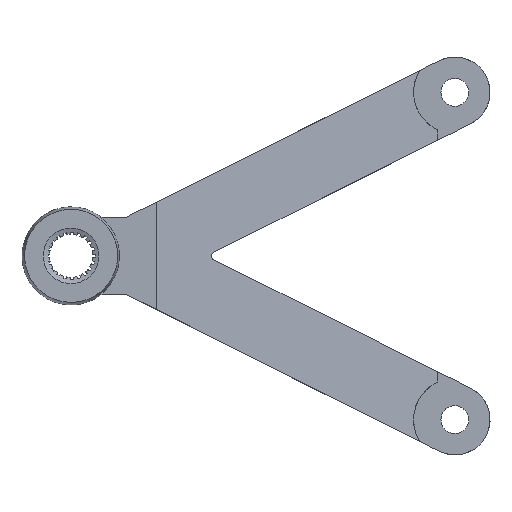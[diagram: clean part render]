
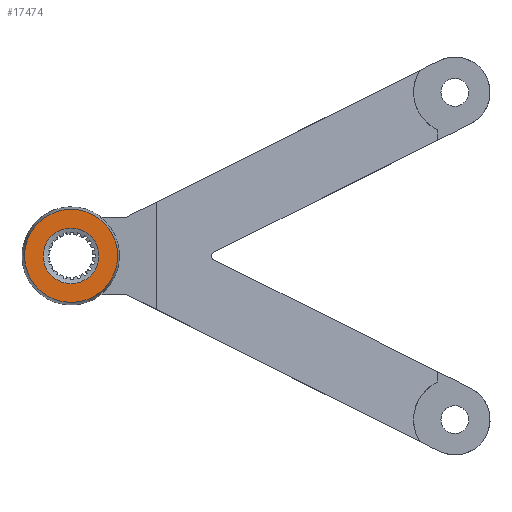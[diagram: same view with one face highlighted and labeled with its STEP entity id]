
A CAD part, top view. The second image highlights one B-rep face of the part: STEP entity #17474.
In plain terms, the highlighted planar face has unit normal (0, 0, 1).
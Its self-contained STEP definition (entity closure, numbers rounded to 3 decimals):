
#1450 = SPHERICAL_SURFACE('',#1451,6.);
#1451 = AXIS2_PLACEMENT_3D('',#1452,#1453,#1454);
#1452 = CARTESIAN_POINT('',(-63.9,-275.,10.));
#1453 = DIRECTION('',(0.,0.,1.));
#1454 = DIRECTION('',(0.,-1.,0.));
#4959 = VERTEX_POINT('',#4960);
#4960 = CARTESIAN_POINT('',(-63.9,-280.688,11.911));
#4988 = EDGE_CURVE('',#4959,#4959,#4989,.T.);
#4989 = SURFACE_CURVE('',#4990,(#4995,#5002),.PCURVE_S1.);
#4990 = CIRCLE('',#4991,5.688);
#4991 = AXIS2_PLACEMENT_3D('',#4992,#4993,#4994);
#4992 = CARTESIAN_POINT('',(-63.9,-275.,11.911));
#4993 = DIRECTION('',(0.,0.,-1.));
#4994 = DIRECTION('',(0.,-1.,0.));
#4995 = PCURVE('',#1450,#4996);
#4996 = DEFINITIONAL_REPRESENTATION('',(#4997),#5001);
#4997 = LINE('',#4998,#4999);
#4998 = CARTESIAN_POINT('',(-0.,0.324));
#4999 = VECTOR('',#5000,1.);
#5000 = DIRECTION('',(-1.,0.));
#5001 = ( GEOMETRIC_REPRESENTATION_CONTEXT(2) 
PARAMETRIC_REPRESENTATION_CONTEXT() REPRESENTATION_CONTEXT('2D SPACE',''
  ) );
#5002 = PCURVE('',#5003,#5008);
#5003 = PLANE('',#5004);
#5004 = AXIS2_PLACEMENT_3D('',#5005,#5006,#5007);
#5005 = CARTESIAN_POINT('',(-63.9,-275.,11.911));
#5006 = DIRECTION('',(0.,0.,-1.));
#5007 = DIRECTION('',(0.,-1.,0.));
#5008 = DEFINITIONAL_REPRESENTATION('',(#5009),#5013);
#5009 = CIRCLE('',#5010,5.688);
#5010 = AXIS2_PLACEMENT_2D('',#5011,#5012);
#5011 = CARTESIAN_POINT('',(0.,0.));
#5012 = DIRECTION('',(1.,-0.));
#5013 = ( GEOMETRIC_REPRESENTATION_CONTEXT(2) 
PARAMETRIC_REPRESENTATION_CONTEXT() REPRESENTATION_CONTEXT('2D SPACE',''
  ) );
#5589 = CONICAL_SURFACE('',#5590,2.634,1.198);
#5590 = AXIS2_PLACEMENT_3D('',#5591,#5592,#5593);
#5591 = CARTESIAN_POINT('',(-63.9,-275.,11.611));
#5592 = DIRECTION('',(0.,0.,1.));
#5593 = DIRECTION('',(0.,-1.,0.));
#17474 = ADVANCED_FACE('',(#17475,#17501),#5003,.F.);
#17475 = FACE_BOUND('',#17476,.T.);
#17476 = EDGE_LOOP('',(#17477));
#17477 = ORIENTED_EDGE('',*,*,#17478,.T.);
#17478 = EDGE_CURVE('',#17479,#17479,#17481,.T.);
#17479 = VERTEX_POINT('',#17480);
#17480 = CARTESIAN_POINT('',(-63.9,-278.4,11.911));
#17481 = SURFACE_CURVE('',#17482,(#17487,#17494),.PCURVE_S1.);
#17482 = CIRCLE('',#17483,3.4);
#17483 = AXIS2_PLACEMENT_3D('',#17484,#17485,#17486);
#17484 = CARTESIAN_POINT('',(-63.9,-275.,11.911));
#17485 = DIRECTION('',(0.,0.,-1.));
#17486 = DIRECTION('',(0.,-1.,0.));
#17487 = PCURVE('',#5003,#17488);
#17488 = DEFINITIONAL_REPRESENTATION('',(#17489),#17493);
#17489 = CIRCLE('',#17490,3.4);
#17490 = AXIS2_PLACEMENT_2D('',#17491,#17492);
#17491 = CARTESIAN_POINT('',(0.,0.));
#17492 = DIRECTION('',(1.,-0.));
#17493 = ( GEOMETRIC_REPRESENTATION_CONTEXT(2) 
PARAMETRIC_REPRESENTATION_CONTEXT() REPRESENTATION_CONTEXT('2D SPACE',''
  ) );
#17494 = PCURVE('',#5589,#17495);
#17495 = DEFINITIONAL_REPRESENTATION('',(#17496),#17500);
#17496 = LINE('',#17497,#17498);
#17497 = CARTESIAN_POINT('',(-0.,0.3));
#17498 = VECTOR('',#17499,1.);
#17499 = DIRECTION('',(-1.,0.));
#17500 = ( GEOMETRIC_REPRESENTATION_CONTEXT(2) 
PARAMETRIC_REPRESENTATION_CONTEXT() REPRESENTATION_CONTEXT('2D SPACE',''
  ) );
#17501 = FACE_BOUND('',#17502,.T.);
#17502 = EDGE_LOOP('',(#17503));
#17503 = ORIENTED_EDGE('',*,*,#4988,.F.);
